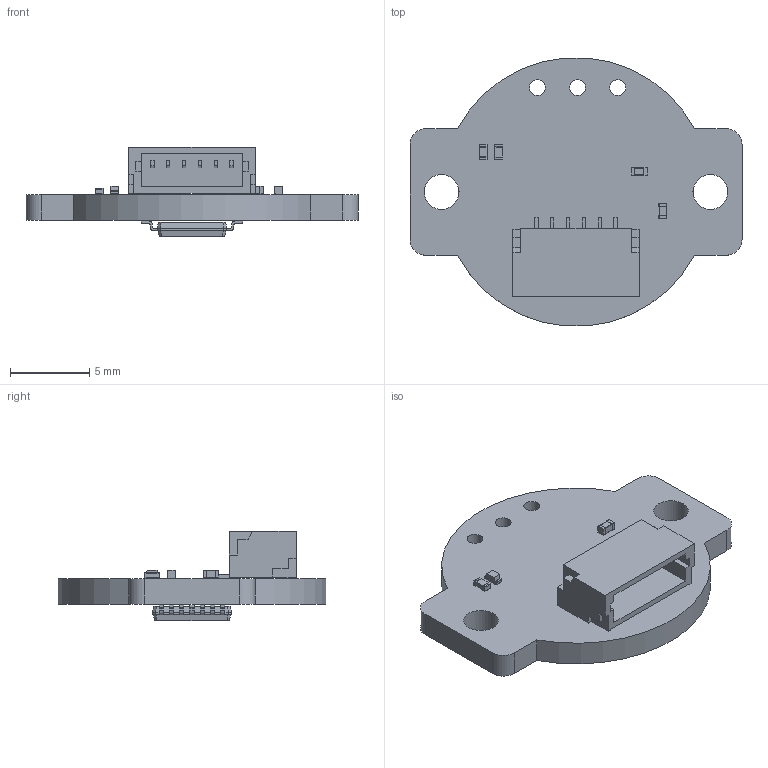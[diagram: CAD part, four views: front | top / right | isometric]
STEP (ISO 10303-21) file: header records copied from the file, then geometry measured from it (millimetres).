
FILE_DESCRIPTION(('KiCad electronic assembly'),'2;1');
FILE_NAME('Encoder.step','2022-06-09T23:54:44',('Pcbnew'),('Kicad'), 'Open CASCADE STEP processor 7.6','KiCad to STEP converter','Unknown' );
FILE_SCHEMA(('AUTOMOTIVE_DESIGN { 1 0 10303 214 1 1 1 1 }'));
Length unit declared in the file: millimetre
Products named in the file (12): Encoder 1; C_0402_1005Metric; SOLID; SM06B-SRSS-TB; LED_0402_1005Metric; R_0402_1005Metric; TSSOP-14_4.4x5mm_P0.65mm; Encoder PCB
Assembly tree (12 placements, depth 3):
  Encoder 1
    C_0402_1005Metric  x2
      SOLID
    SM06B-SRSS-TB
      SOLID
    LED_0402_1005Metric
      SOLID
    R_0402_1005Metric
      SOLID
    TSSOP-14_4.4x5mm_P0.65mm
      SOLID
    Encoder PCB
Bounding box: 21 x 16.94 x 5.66 mm (x, y, z)
Volume: 482.2 mm3; surface area: 936.7 mm2
Topology: 7 solids, 7 shells, 508 faces, 1349 edges, 868 vertices
Faces by surface type: bspline 489, cylinder 11, plane 8
Full cylindrical faces by diameter (mm): 1 x3, 2.2 x2
Entity records: 31643 total; most frequent: CARTESIAN_POINT 11427, B_SPLINE_CURVE_WITH_KNOTS 3338, ORIENTED_EDGE 2554, PCURVE 2554, DEFINITIONAL_REPRESENTATION 2554, EDGE_CURVE 1277, SURFACE_CURVE 1271, VERTEX_POINT 820
